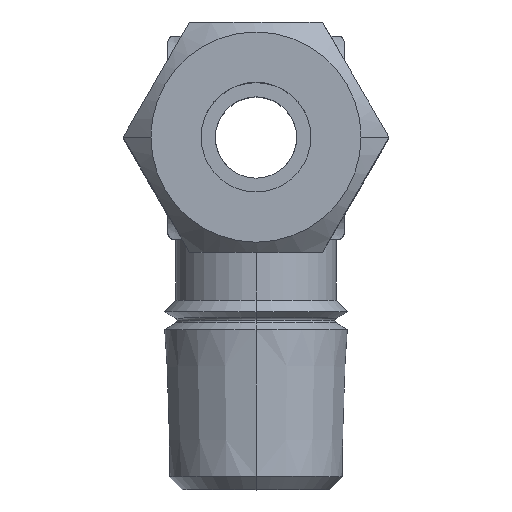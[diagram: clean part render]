
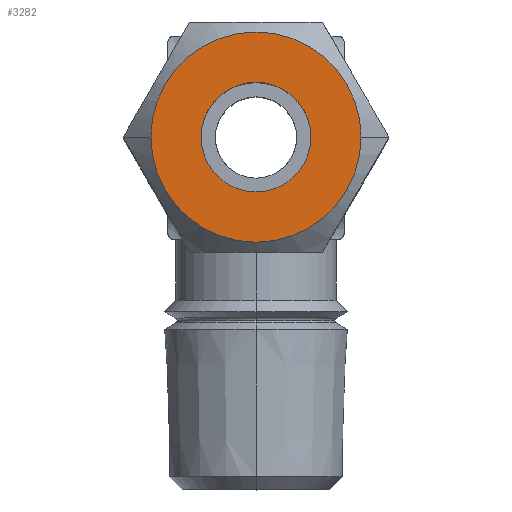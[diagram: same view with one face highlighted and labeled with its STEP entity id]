
A CAD part, top view. The second image highlights one B-rep face of the part: STEP entity #3282.
In plain terms, the highlighted face is planar.
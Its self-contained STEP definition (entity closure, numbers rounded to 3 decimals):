
#142 = VERTEX_POINT ( 'NONE', #906 ) ;
#148 = VERTEX_POINT ( 'NONE', #900 ) ;
#162 = EDGE_CURVE ( 'NONE', #142, #148, #883, .T. ) ;
#328 = EDGE_CURVE ( 'NONE', #330, #331, #1280, .T. ) ;
#330 = VERTEX_POINT ( 'NONE', #1275 ) ;
#331 = VERTEX_POINT ( 'NONE', #1274 ) ;
#881 = CARTESIAN_POINT ( 'NONE',  ( 0., 0., -20. ) ) ;
#882 = AXIS2_PLACEMENT_3D ( 'NONE', #881, #940, #939 ) ;
#883 = CIRCLE ( 'NONE', #882, 4.05 ) ;
#900 = CARTESIAN_POINT ( 'NONE',  ( 0., -4.05, -20. ) ) ;
#906 = CARTESIAN_POINT ( 'NONE',  ( 0., 4.05, -20. ) ) ;
#939 = DIRECTION ( 'NONE',  ( 0., -1., 0. ) ) ;
#940 = DIRECTION ( 'NONE',  ( 0., 0., 1. ) ) ;
#1274 = CARTESIAN_POINT ( 'NONE',  ( -7.76, 0., -20. ) ) ;
#1275 = CARTESIAN_POINT ( 'NONE',  ( 7.76, 0., -20. ) ) ;
#1276 = DIRECTION ( 'NONE',  ( 1., 0., 0. ) ) ;
#1277 = DIRECTION ( 'NONE',  ( 0., 0., 1. ) ) ;
#1278 = CARTESIAN_POINT ( 'NONE',  ( 0., 0., -20. ) ) ;
#1279 = AXIS2_PLACEMENT_3D ( 'NONE', #1278, #1277, #1276 ) ;
#1280 = CIRCLE ( 'NONE', #1279, 7.76 ) ;
#1923 = DIRECTION ( 'NONE',  ( 1., 0., 0. ) ) ;
#1924 = DIRECTION ( 'NONE',  ( 0., 0., 1. ) ) ;
#1925 = CARTESIAN_POINT ( 'NONE',  ( 0., 0., -20. ) ) ;
#1926 = AXIS2_PLACEMENT_3D ( 'NONE', #1925, #1924, #1923 ) ;
#1927 = CIRCLE ( 'NONE', #1926, 7.76 ) ;
#1928 = DIRECTION ( 'NONE',  ( 0., -1., 0. ) ) ;
#1929 = DIRECTION ( 'NONE',  ( 0., 0., 1. ) ) ;
#1930 = CARTESIAN_POINT ( 'NONE',  ( 0., 9.815, -20. ) ) ;
#1931 = AXIS2_PLACEMENT_3D ( 'NONE', #1930, #1929, #1928 ) ;
#1932 = PLANE ( 'NONE',  #1931 ) ;
#1937 = FACE_OUTER_BOUND ( 'NONE', #3289, .T. ) ;
#1938 = FACE_BOUND ( 'NONE', #3283, .T. ) ;
#1972 = DIRECTION ( 'NONE',  ( 0., -1., 0. ) ) ;
#1973 = DIRECTION ( 'NONE',  ( 0., 0., 1. ) ) ;
#1974 = CARTESIAN_POINT ( 'NONE',  ( 0., 0., -20. ) ) ;
#1975 = AXIS2_PLACEMENT_3D ( 'NONE', #1974, #1973, #1972 ) ;
#1976 = CIRCLE ( 'NONE', #1975, 4.05 ) ;
#3282 = ADVANCED_FACE ( 'NONE', ( #1938, #1937 ), #1932, .F. ) ;
#3283 = EDGE_LOOP ( 'NONE', ( #3291, #3286 ) ) ;
#3285 = ORIENTED_EDGE ( 'NONE', *, *, #3288, .F. ) ;
#3286 = ORIENTED_EDGE ( 'NONE', *, *, #162, .T. ) ;
#3288 = EDGE_CURVE ( 'NONE', #331, #330, #1927, .T. ) ;
#3289 = EDGE_LOOP ( 'NONE', ( #3290, #3285 ) ) ;
#3290 = ORIENTED_EDGE ( 'NONE', *, *, #328, .F. ) ;
#3291 = ORIENTED_EDGE ( 'NONE', *, *, #3298, .T. ) ;
#3298 = EDGE_CURVE ( 'NONE', #148, #142, #1976, .T. ) ;
